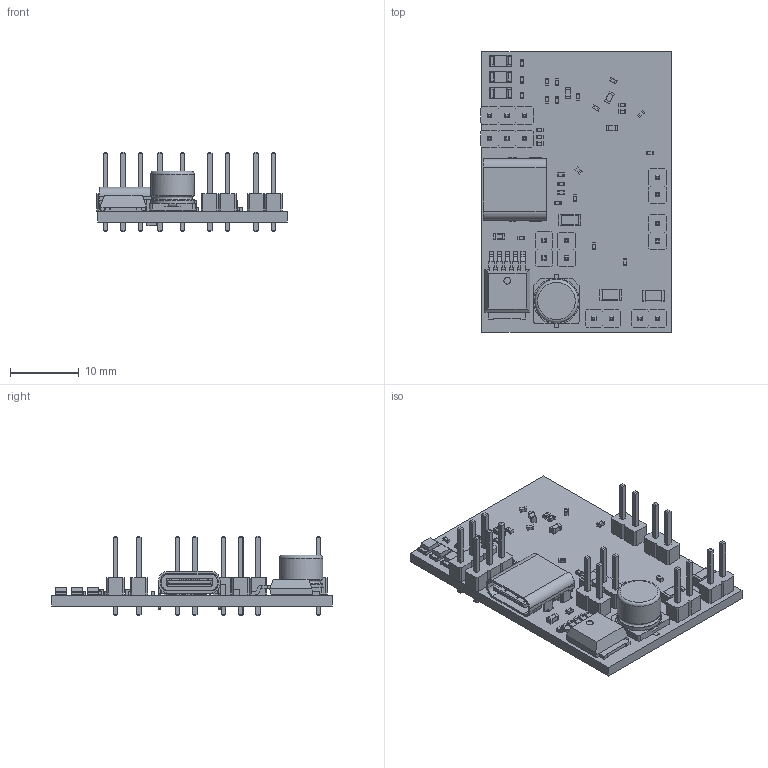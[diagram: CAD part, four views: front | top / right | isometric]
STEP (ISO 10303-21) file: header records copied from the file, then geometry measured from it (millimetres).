
FILE_DESCRIPTION(('KiCad electronic assembly'),'2;1');
FILE_NAME('RIOT_Receiver_ESP.step','2025-09-06T02:07:52',('Pcbnew'),( 'Kicad'),'Open CASCADE STEP processor 7.8','KiCad to STEP converter' ,'Unknown');
FILE_SCHEMA(('AUTOMOTIVE_DESIGN { 1 0 10303 214 1 1 1 1 }'));
Length unit declared in the file: millimetre
Products named in the file (15): RIOT_Receiver_ESP 1; PinHeader_1x02_P2.54mm_Vertical; R_0402_1005Metric; LED_1206_3216Metric; C_0402_1005Metric; L_0603_1608Metric; PinHeader_1x03_P2.54mm_Vertical; L_1206_3216Metric; C_Elec_6.3x5.8; C_1206_3216Metric; USB_C_Receptacle_GCT_USB4085; TO-252-5_TabPin3; RIOT_Receiver_ESP 1.40.1; C_0603_1608Metric; RIOT_Receiver_ESP_PCB
Assembly tree (49 placements, depth 3):
  RIOT_Receiver_ESP 1
    PinHeader_1x02_P2.54mm_Vertical  x6
    R_0402_1005Metric  x8
    LED_1206_3216Metric  x3
    C_0402_1005Metric  x18
    L_0603_1608Metric  x3
    PinHeader_1x03_P2.54mm_Vertical  x2
    L_1206_3216Metric  x2
    C_Elec_6.3x5.8
    C_1206_3216Metric
    USB_C_Receptacle_GCT_USB4085
    TO-252-5_TabPin3
      RIOT_Receiver_ESP 1.40.1
    C_0603_1608Metric
    RIOT_Receiver_ESP_PCB
Bounding box: 27.71 x 40.74 x 11.54 mm (x, y, z)
Volume: 2514 mm3; surface area: 4825.7 mm2
Topology: 88 solids, 88 shells, 2273 faces, 5708 edges, 3702 vertices
Faces by surface type: plane 1746, cylinder 514, torus 6, cone 4, bspline 2, revolution 1
Full cylindrical faces by diameter (mm): 0.02 x1, 0.4 x16, 0.7 x2, 1 x19, 6.3 x2
Entity records: 39505 total; most frequent: CARTESIAN_POINT 5790, ORIENTED_EDGE 5472, DIRECTION 5460, EDGE_CURVE 2736, LINE 2287, VECTOR 2287, VERTEX_POINT 1770, AXIS2_PLACEMENT_3D 1586
